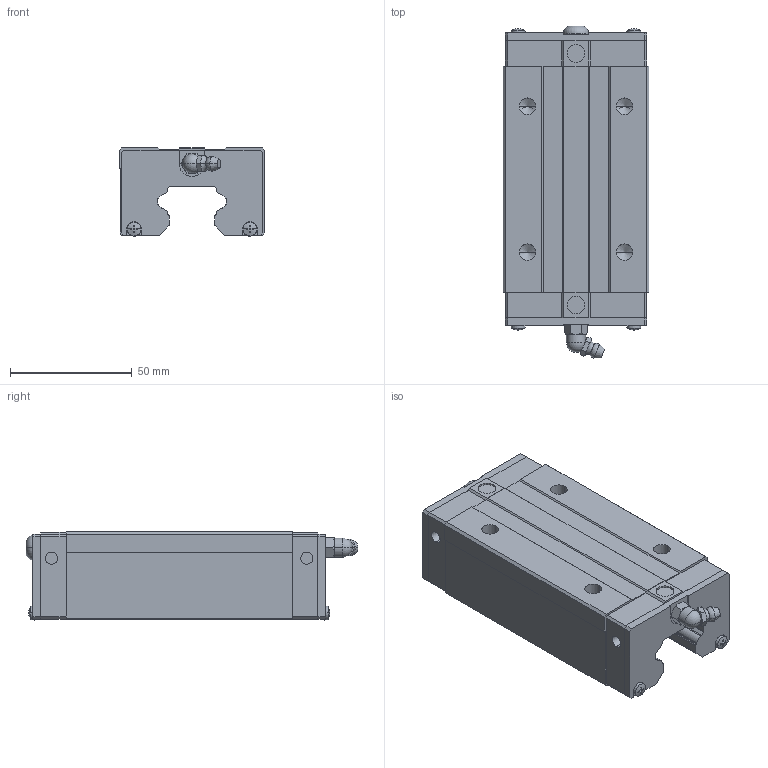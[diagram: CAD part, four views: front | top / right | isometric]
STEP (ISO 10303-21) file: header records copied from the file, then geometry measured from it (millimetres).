
FILE_DESCRIPTION(('STEP AP214'),'1');
FILE_NAME('cctmp_220C34EE-6A58-4050-8E23-2DA8CF29F812_2024_08_02_21_39_58_0442..stp','2024-08-02T19:39:58',('HIWIN GmbH'),('CADClick - www.CADClick.com'),'Spatial InterOp 3D',' ','unknown authorization');
FILE_SCHEMA(('AUTOMOTIVE_DESIGN'));
Length unit declared in the file: millimetre
Products named in the file (1): HGL30HAZ0C_FILE
Bounding box: 60 x 136.51 x 36.3 mm (x, y, z)
Volume: 197968.7 mm3; surface area: 33965.1 mm2
Topology: 1 solids, 5 shells, 362 faces, 966 edges, 618 vertices
Faces by surface type: plane 212, cylinder 84, cone 46, torus 18, sphere 2
Entity records: 14260 total; most frequent: CARTESIAN_POINT 2473, ORIENTED_EDGE 1912, DIRECTION 1802, EDGE_CURVE 956, VERTEX_POINT 618, LINE 604, VECTOR 604, AXIS2_PLACEMENT_3D 599
